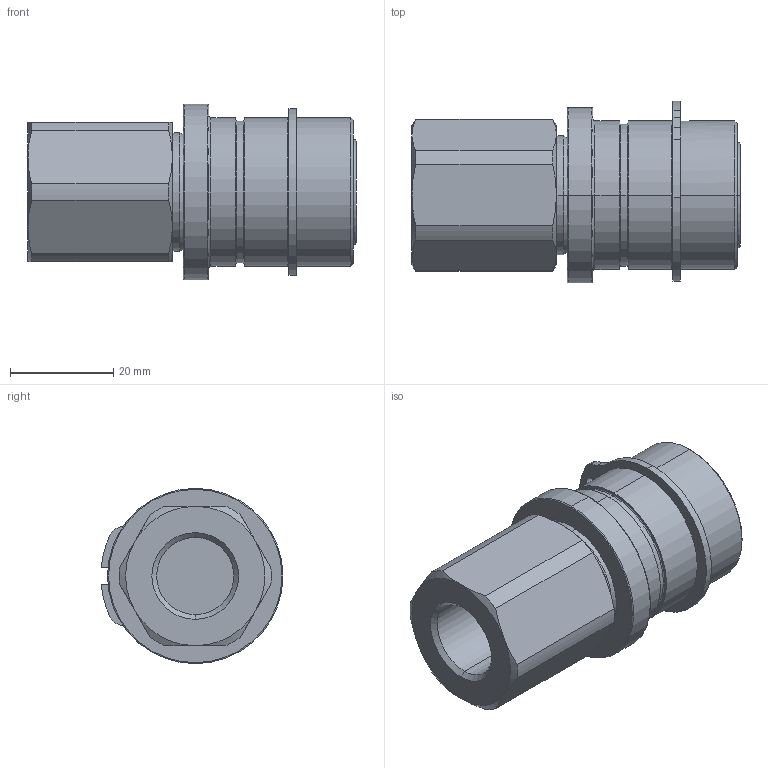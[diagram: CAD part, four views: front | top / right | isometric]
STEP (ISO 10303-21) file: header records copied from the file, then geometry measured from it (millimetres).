
FILE_DESCRIPTION (( 'STEP AP214' ), '1' );
FILE_NAME ('FEMP-251-6FB.STEP', '2015-08-27T11:37:57', ( 'admin' ), ( 'Microsoft' ), 'SwSTEP 2.0', 'SolidWorks 2009', '' );
FILE_SCHEMA (( 'AUTOMOTIVE_DESIGN' ));
Length unit declared in the file: millimetre
Products named in the file (1): FEMP-251-6FB
Bounding box: 63.6 x 35.25 x 34 mm (x, y, z)
Volume: 38597 mm3; surface area: 10251.1 mm2
Topology: 2 solids, 2 shells, 152 faces, 331 edges, 198 vertices
Faces by surface type: cylinder 59, plane 32, torus 31, cone 30
Entity records: 4333 total; most frequent: CARTESIAN_POINT 872, DIRECTION 810, ORIENTED_EDGE 662, AXIS2_PLACEMENT_3D 356, EDGE_CURVE 331, CIRCLE 203, VERTEX_POINT 198, EDGE_LOOP 171
